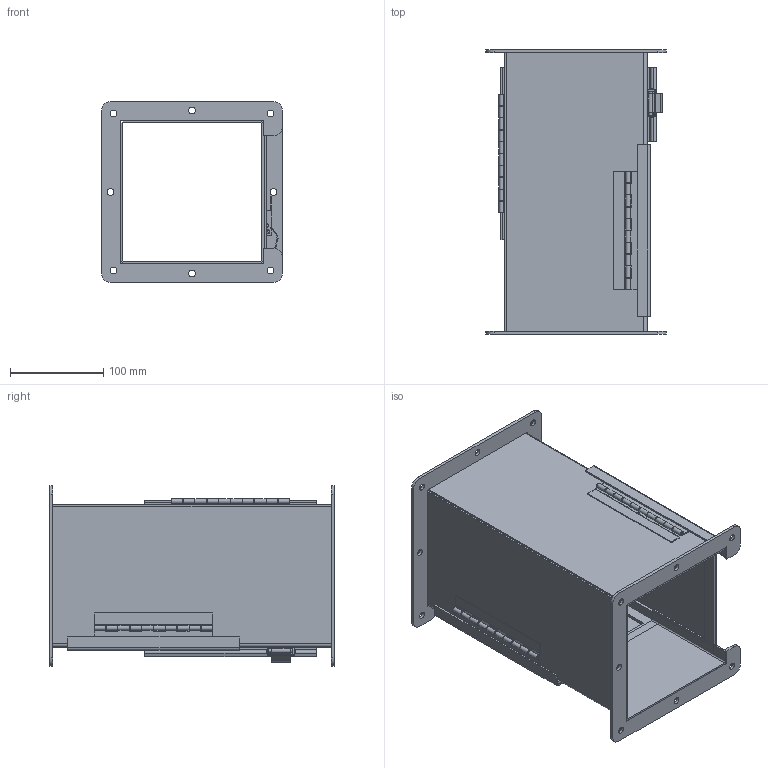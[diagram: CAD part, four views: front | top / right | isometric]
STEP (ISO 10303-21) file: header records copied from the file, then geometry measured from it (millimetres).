
FILE_DESCRIPTION(/* description */ ('LJW, END FLANGE RING, CRS, 6X6'),/* implementation_level */ '2;1');
FILE_NAME(/* name */ 'LJW61CW.stp',/* time_stamp */ '2017-03-07T08:12:32+06:00',/* author */ ('mgunasekar'),/* organization */ (''),/* preprocessor_version */ 'ST-DEVELOPER v16.1',/* originating_system */ 'Autodesk Inventor 2016',/* authorisation */ '');
FILE_SCHEMA (('AUTOMOTIVE_DESIGN { 1 0 10303 214 3 1 1 }'));
Length unit declared in the file: inch
Products named in the file (17): LJW6RINGP; LJW61CWLID1; LJW61CWGSK; PART1; PART2; PART3; PART4; PART5; 35011; 328120LH; 328120P; 328120TH; 328120; LJW61CWLRS; LJW61CWLID; 328120_1; LJW61CW
Assembly tree (23 placements, depth 3):
  LJW61CW
    LJW6RINGP  x2
    LJW61CWLID1
    LJW61CWGSK  x2
    35011  x2
      PART1
      PART2
      PART3
      PART4
      PART5
    328120
      328120LH
      328120P
      328120TH
    LJW61CWLRS  x2
    LJW61CWLID
    328120_1
      328120LH
      328120P
      328120TH
Bounding box: 193.68 x 304.8 x 193.68 mm (x, y, z)
Volume: 519894.3 mm3; surface area: 540788.9 mm2
Topology: 24 solids, 24 shells, 502 faces, 1298 edges, 844 vertices
Faces by surface type: plane 324, cylinder 170, bspline 8
Full cylindrical faces by diameter (mm): 2.54 x2, 2.957 x20, 3.454 x4, 3.946 x12, 4.286 x8, 7.144 x14
Entity records: 8973 total; most frequent: CARTESIAN_POINT 1556, DIRECTION 1484, ORIENTED_EDGE 1344, EDGE_CURVE 672, AXIS2_PLACEMENT_3D 500, LINE 484, VECTOR 484, VERTEX_POINT 452
